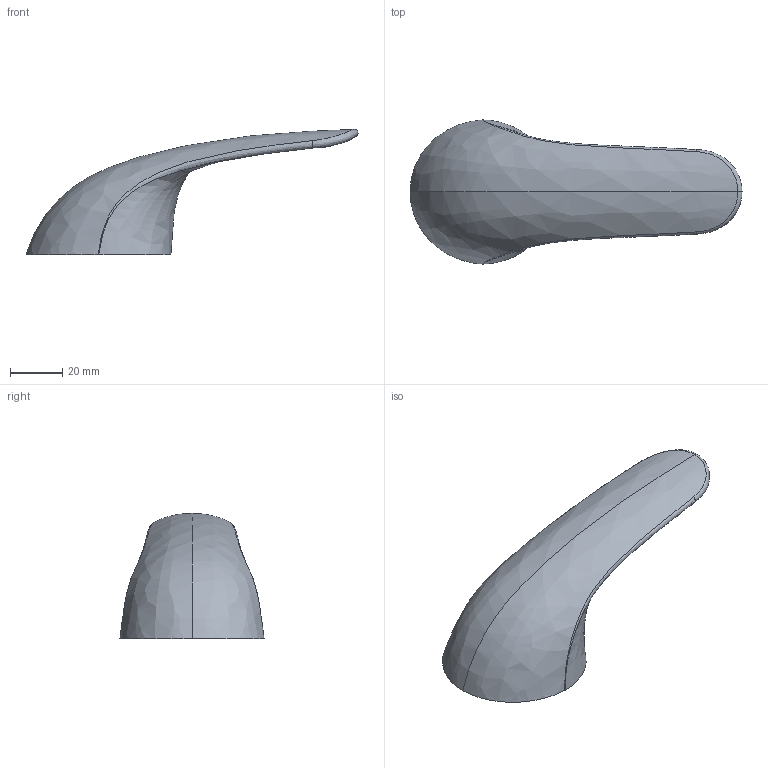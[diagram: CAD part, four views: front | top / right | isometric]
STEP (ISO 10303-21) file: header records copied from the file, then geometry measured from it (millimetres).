
FILE_DESCRIPTION(/* description */ ('Unknown'),/* implementation_level */ '2;1');
FILE_NAME(/* name */ '32752000',/* time_stamp */ '2022-08-26T11:44:14+02:00',/* author */ ('Unknown'),/* organization */ ('GROHE AG'),/* preprocessor_version */ 'ST-DEVELOPER v16.7',/* originating_system */ 'DEX',/* authorisation */ $);
FILE_SCHEMA (('AUTOMOTIVE_DESIGN {1 0 10303 214 3 1 1}'));
Length unit declared in the file: millimetre
Products named in the file (3): 32752000; id51
Assembly tree (2 placements, depth 2):
  32752000
    32752000
    id51
Bounding box: 127.59 x 55.43 x 48.11 mm (x, y, z)
Volume: 72576 mm3; surface area: 13871.4 mm2
Topology: 1 solids, 1 shells, 11 faces, 24 edges, 15 vertices
Faces by surface type: bspline 10, plane 1
Entity records: 2138 total; most frequent: CARTESIAN_POINT 1846, ORIENTED_EDGE 48, EDGE_CURVE 24, B_SPLINE_CURVE_WITH_KNOTS 24, VERTEX_POINT 15, EDGE_LOOP 11, FACE_BOUND 11, ADVANCED_FACE 11
